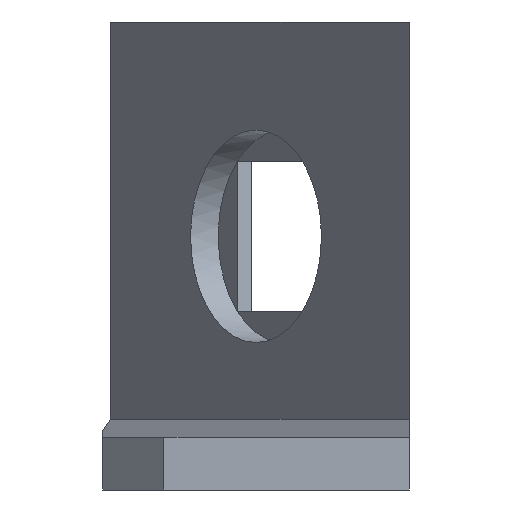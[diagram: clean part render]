
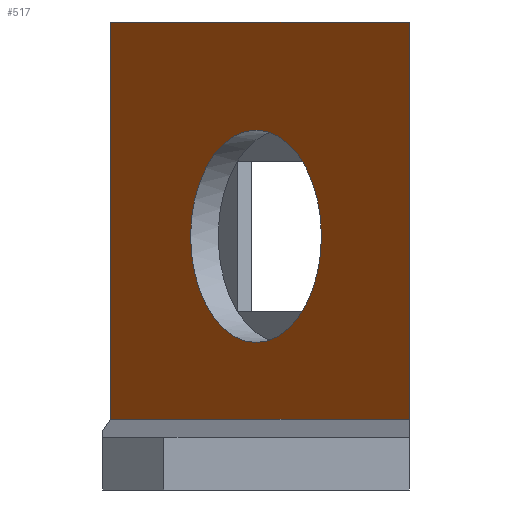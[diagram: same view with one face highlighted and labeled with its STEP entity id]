
A CAD part, front view. The second image highlights one B-rep face of the part: STEP entity #517.
In plain terms, the highlighted planar face has unit normal (-0.788, -0.616, 0).
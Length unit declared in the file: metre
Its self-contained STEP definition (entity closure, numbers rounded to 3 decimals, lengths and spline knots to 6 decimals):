
#24=LINE('',#761,#82);
#25=LINE('',#764,#83);
#26=LINE('',#766,#84);
#27=LINE('',#768,#85);
#82=VECTOR('',#615,1.);
#83=VECTOR('',#616,1.);
#84=VECTOR('',#617,1.);
#85=VECTOR('',#618,1.);
#141=ORIENTED_EDGE('',*,*,#283,.T.);
#142=ORIENTED_EDGE('',*,*,#284,.T.);
#143=ORIENTED_EDGE('',*,*,#285,.F.);
#144=ORIENTED_EDGE('',*,*,#286,.F.);
#145=ORIENTED_EDGE('',*,*,#287,.F.);
#283=EDGE_CURVE('',#354,#355,#24,.F.);
#284=EDGE_CURVE('',#355,#356,#25,.T.);
#285=EDGE_CURVE('',#357,#356,#26,.T.);
#286=EDGE_CURVE('',#354,#357,#27,.T.);
#287=EDGE_CURVE('',#358,#358,#396,.T.);
#354=VERTEX_POINT('',#762);
#355=VERTEX_POINT('',#763);
#356=VERTEX_POINT('',#765);
#357=VERTEX_POINT('',#767);
#358=VERTEX_POINT('',#770);
#396=CIRCLE('',#563,0.00485);
#408=EDGE_LOOP('',(#141,#142,#143,#144));
#409=EDGE_LOOP('',(#145));
#450=FACE_BOUND('',#408,.T.);
#451=FACE_BOUND('',#409,.T.);
#491=PLANE('',#562);
#517=ADVANCED_FACE('',(#450,#451),#491,.F.);
#562=AXIS2_PLACEMENT_3D('',#760,#613,#614);
#563=AXIS2_PLACEMENT_3D('',#769,#619,#620);
#613=DIRECTION('',(0.788,0.616,0.));
#614=DIRECTION('',(-0.616,0.788,0.));
#615=DIRECTION('',(0.,0.,1.));
#616=DIRECTION('',(0.616,-0.788,0.));
#617=DIRECTION('',(0.,0.,-1.));
#618=DIRECTION('',(0.616,-0.788,0.));
#619=DIRECTION('',(-0.788,-0.616,0.));
#620=DIRECTION('',(0.616,-0.788,0.));
#760=CARTESIAN_POINT('',(-0.028646,0.034301,0.02336));
#761=CARTESIAN_POINT('',(-0.03434,0.04159,0.0044));
#762=CARTESIAN_POINT('',(-0.03434,0.04159,0.02336));
#763=CARTESIAN_POINT('',(-0.03434,0.04159,0.00522));
#764=CARTESIAN_POINT('',(-0.028646,0.034301,0.00522));
#765=CARTESIAN_POINT('',(-0.0207,0.024131,0.00522));
#766=CARTESIAN_POINT('',(-0.0207,0.024131,0.02336));
#767=CARTESIAN_POINT('',(-0.0207,0.024131,0.02336));
#768=CARTESIAN_POINT('',(-0.028646,0.034301,0.02336));
#769=CARTESIAN_POINT('',(-0.0277,0.03309,0.01358));
#770=CARTESIAN_POINT('',(-0.024714,0.029269,0.01358));
